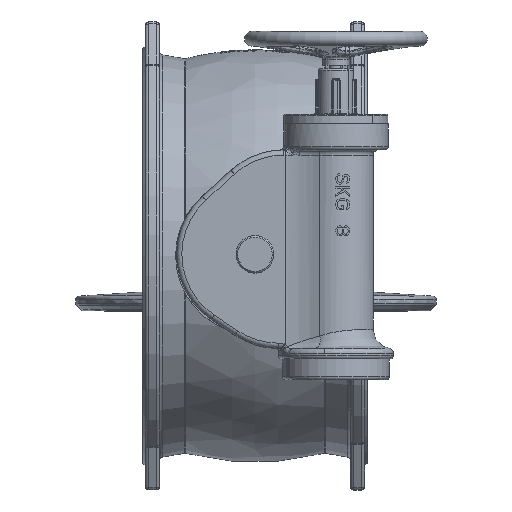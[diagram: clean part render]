
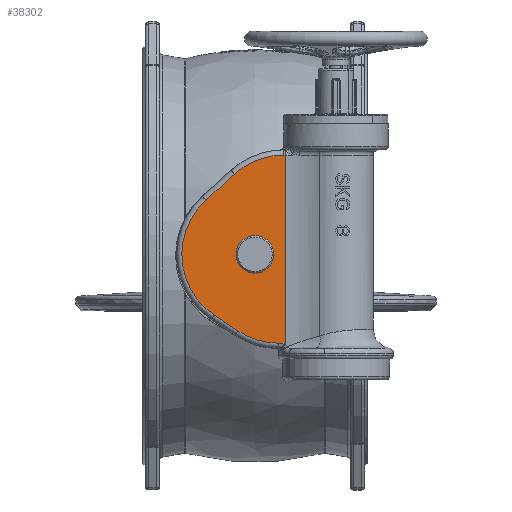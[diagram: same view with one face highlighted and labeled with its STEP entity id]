
A CAD part, top view. The second image highlights one B-rep face of the part: STEP entity #38302.
In plain terms, the highlighted planar face has unit normal (0, 0, 1).
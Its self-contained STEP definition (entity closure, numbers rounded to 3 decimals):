
#31666=CARTESIAN_POINT('',(-97.009,-170.,49.5));
#31682=DIRECTION('',(1.,0.,0.));
#31683=VECTOR('',#31682,12.991);
#31684=CARTESIAN_POINT('',(-110.,-170.,49.5));
#31685=LINE('',#31684,#31683);
#32281=CARTESIAN_POINT('',(-97.01,-171.928,
49.5));
#32282=CARTESIAN_POINT('',(-96.92,-171.976,
49.5));
#32283=CARTESIAN_POINT('',(-96.743,-172.076,
49.5));
#32284=CARTESIAN_POINT('',(-96.487,-172.226,49.5));
#32285=CARTESIAN_POINT('',(-96.321,-172.329,
49.5));
#32286=CARTESIAN_POINT('',(-96.24,-172.381,
49.5));
#32291=DIRECTION('',(0.,1.,0.));
#32292=VECTOR('',#32291,1.928);
#32293=CARTESIAN_POINT('',(-97.01,-171.928,
49.5));
#32294=LINE('',#32293,#32292);
#32298=CARTESIAN_POINT('',(-110.,-30.,49.5));
#32299=DIRECTION('',(0.,0.,-1.));
#32300=DIRECTION('',(0.,-1.,0.));
#32301=AXIS2_PLACEMENT_3D('',#32298,#32299,#32300);
#32306=DIRECTION('',(-0.832,0.555,0.));
#32307=VECTOR('',#32306,54.083);
#32308=CARTESIAN_POINT('',(-187.658,-146.487,49.5));
#32309=LINE('',#32308,#32307);
#32313=CARTESIAN_POINT('',(-155.,0.,49.5));
#32314=DIRECTION('',(0.,0.,-1.));
#32315=DIRECTION('',(-0.555,-0.832,0.));
#32316=AXIS2_PLACEMENT_3D('',#32313,#32314,#32315);
#32321=DIRECTION('',(0.74,0.673,0.));
#32322=VECTOR('',#32321,74.33);
#32323=CARTESIAN_POINT('',(-249.174,103.592,49.5));
#32324=LINE('',#32323,#32322);
#32328=CARTESIAN_POINT('',(-100.,50.,49.5));
#32329=DIRECTION('',(0.,0.,-1.));
#32330=DIRECTION('',(-0.673,0.74,0.));
#32331=AXIS2_PLACEMENT_3D('',#32328,#32329,#32330);
#32336=DIRECTION('',(1.,0.,0.));
#32337=VECTOR('',#32336,3.761);
#32338=CARTESIAN_POINT('',(-100.,190.,49.5));
#32339=LINE('',#32338,#32337);
#32343=DIRECTION('',(0.,1.,0.));
#32344=VECTOR('',#32343,362.381);
#32345=CARTESIAN_POINT('',(-96.24,-172.381,
49.5));
#32346=LINE('',#32345,#32344);
#32350=CARTESIAN_POINT('',(-155.,0.,49.5));
#32351=DIRECTION('',(0.,0.,1.));
#32352=DIRECTION('',(1.,0.,0.));
#32353=AXIS2_PLACEMENT_3D('',#32350,#32351,#32352);
#32358=CARTESIAN_POINT('',(-155.,0.,49.5));
#32359=DIRECTION('',(0.,0.,1.));
#32360=DIRECTION('',(-1.,0.,0.));
#32361=AXIS2_PLACEMENT_3D('',#32358,#32359,#32360);
#34956=CARTESIAN_POINT('',(-100.,190.,49.5));
#34957=CARTESIAN_POINT('',(-96.239,190.,49.5));
#34958=VERTEX_POINT('',#34956);
#34959=VERTEX_POINT('',#34957);
#34960=CARTESIAN_POINT('',(-194.174,153.592,49.5));
#34961=VERTEX_POINT('',#34960);
#34966=CARTESIAN_POINT('',(-249.174,103.592,49.5));
#34967=VERTEX_POINT('',#34966);
#34970=CARTESIAN_POINT('',(-232.658,-116.487,49.5));
#34971=VERTEX_POINT('',#34970);
#34974=CARTESIAN_POINT('',(-187.658,-146.487,49.5));
#34975=VERTEX_POINT('',#34974);
#34978=CARTESIAN_POINT('',(-110.,-170.,49.5));
#34979=VERTEX_POINT('',#34978);
#35020=VERTEX_POINT('',#31666);
#35065=VERTEX_POINT('',#32281);
#35066=VERTEX_POINT('',#32286);
#35772=CARTESIAN_POINT('',(-119.,0.,49.5));
#35773=CARTESIAN_POINT('',(-191.,0.,49.5));
#35774=VERTEX_POINT('',#35772);
#35775=VERTEX_POINT('',#35773);
#38278=CARTESIAN_POINT('',(0.,0.,49.5));
#38279=DIRECTION('',(0.,0.,1.));
#38280=DIRECTION('',(1.,0.,0.));
#38281=AXIS2_PLACEMENT_3D('',#38278,#38279,#38280);
#38282=PLANE('',#38281);
#38283=ORIENTED_EDGE('',*,*,#37508,.F.);
#38285=ORIENTED_EDGE('',*,*,#38284,.T.);
#38286=ORIENTED_EDGE('',*,*,#37568,.F.);
#38287=ORIENTED_EDGE('',*,*,#37582,.T.);
#38288=ORIENTED_EDGE('',*,*,#37626,.T.);
#38289=ORIENTED_EDGE('',*,*,#37641,.T.);
#38290=ORIENTED_EDGE('',*,*,#37682,.T.);
#38291=ORIENTED_EDGE('',*,*,#37697,.T.);
#38292=ORIENTED_EDGE('',*,*,#38139,.T.);
#38293=ORIENTED_EDGE('',*,*,#37444,.F.);
#38294=EDGE_LOOP('',(#38283,#38285,#38286,#38287,#38288,#38289,#38290,#38291,
#38292,#38293));
#38295=FACE_OUTER_BOUND('',#38294,.F.);
#38297=ORIENTED_EDGE('',*,*,#38296,.T.);
#38299=ORIENTED_EDGE('',*,*,#38298,.T.);
#38300=EDGE_LOOP('',(#38297,#38299));
#38301=FACE_BOUND('',#38300,.F.);
#38302=ADVANCED_FACE('',(#38295,#38301),#38282,.T.);
#32287=B_SPLINE_CURVE_WITH_KNOTS('',3,(#32281,#32282,#32283,#32284,#32285,
#32286),.UNSPECIFIED.,.F.,.F.,(4,1,1,4),(0.,0.333,
0.667,1.),.UNSPECIFIED.);
#32302=CIRCLE('',#32301,140.);
#32317=CIRCLE('',#32316,140.);
#32332=CIRCLE('',#32331,140.);
#32354=CIRCLE('',#32353,36.);
#32362=CIRCLE('',#32361,36.);
#37444=EDGE_CURVE('',#35066,#34959,#32346,.T.);
#37508=EDGE_CURVE('',#35065,#35066,#32287,.T.);
#37568=EDGE_CURVE('',#34979,#35020,#31685,.T.);
#37582=EDGE_CURVE('',#34979,#34975,#32302,.T.);
#37626=EDGE_CURVE('',#34975,#34971,#32309,.T.);
#37641=EDGE_CURVE('',#34971,#34967,#32317,.T.);
#37682=EDGE_CURVE('',#34967,#34961,#32324,.T.);
#37697=EDGE_CURVE('',#34961,#34958,#32332,.T.);
#38139=EDGE_CURVE('',#34958,#34959,#32339,.T.);
#38284=EDGE_CURVE('',#35065,#35020,#32294,.T.);
#38296=EDGE_CURVE('',#35774,#35775,#32354,.T.);
#38298=EDGE_CURVE('',#35775,#35774,#32362,.T.);
